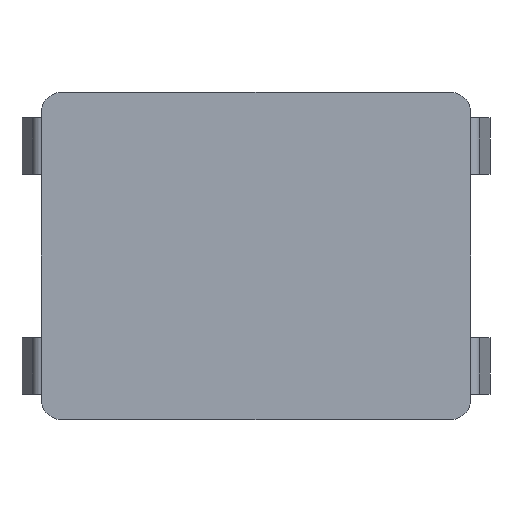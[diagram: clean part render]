
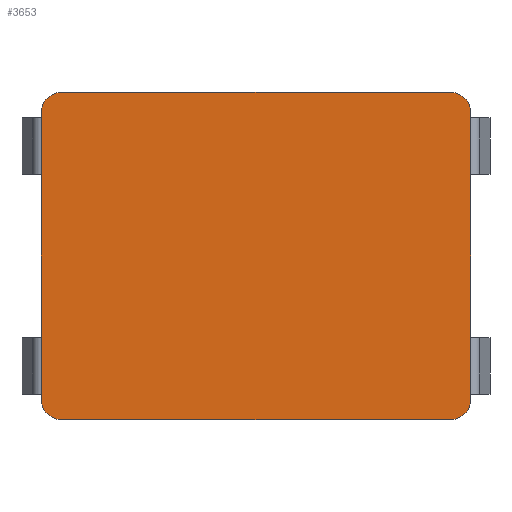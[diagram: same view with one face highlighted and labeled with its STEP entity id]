
A CAD part, front view. The second image highlights one B-rep face of the part: STEP entity #3653.
In plain terms, the highlighted planar face has unit normal (0, -1, 0).
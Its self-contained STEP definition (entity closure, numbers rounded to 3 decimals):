
#174=PLANE('',#3969);
#366=FACE_OUTER_BOUND('',#574,.T.);
#574=EDGE_LOOP('',(#3236,#3237,#3238,#3239,#3240,#3241,#3242,#3243));
#661=CIRCLE('',#3827,0.2);
#663=CIRCLE('',#3834,0.2);
#677=CIRCLE('',#3884,0.2);
#690=CIRCLE('',#3970,0.2);
#781=LINE('',#5225,#1176);
#860=LINE('',#5450,#1255);
#1017=LINE('',#5842,#1412);
#1078=LINE('',#5988,#1473);
#1176=VECTOR('',#4157,10.);
#1255=VECTOR('',#4312,10.);
#1412=VECTOR('',#4715,10.);
#1473=VECTOR('',#4908,10.);
#1573=VERTEX_POINT('',#5202);
#1584=VERTEX_POINT('',#5223);
#1664=VERTEX_POINT('',#5447);
#1665=VERTEX_POINT('',#5449);
#1747=VERTEX_POINT('',#5697);
#1752=VERTEX_POINT('',#5717);
#1777=VERTEX_POINT('',#5841);
#1780=VERTEX_POINT('',#5852);
#1909=EDGE_CURVE('',#1573,#1584,#781,.T.);
#2009=EDGE_CURVE('',#1665,#1664,#860,.T.);
#2137=EDGE_CURVE('',#1665,#1747,#661,.T.);
#2148=EDGE_CURVE('',#1752,#1584,#663,.T.);
#2215=EDGE_CURVE('',#1777,#1747,#1017,.T.);
#2222=EDGE_CURVE('',#1777,#1780,#677,.T.);
#2287=EDGE_CURVE('',#1752,#1780,#1078,.T.);
#2296=EDGE_CURVE('',#1573,#1664,#690,.T.);
#3236=ORIENTED_EDGE('',*,*,#1909,.T.);
#3237=ORIENTED_EDGE('',*,*,#2148,.F.);
#3238=ORIENTED_EDGE('',*,*,#2287,.T.);
#3239=ORIENTED_EDGE('',*,*,#2222,.F.);
#3240=ORIENTED_EDGE('',*,*,#2215,.T.);
#3241=ORIENTED_EDGE('',*,*,#2137,.F.);
#3242=ORIENTED_EDGE('',*,*,#2009,.T.);
#3243=ORIENTED_EDGE('',*,*,#2296,.F.);
#3653=ADVANCED_FACE('',(#366),#174,.F.);
#3827=AXIS2_PLACEMENT_3D('',#5698,#4546,#4547);
#3834=AXIS2_PLACEMENT_3D('',#5719,#4569,#4570);
#3884=AXIS2_PLACEMENT_3D('',#5853,#4725,#4726);
#3969=AXIS2_PLACEMENT_3D('',#6015,#4956,#4957);
#3970=AXIS2_PLACEMENT_3D('',#6016,#4958,#4959);
#4157=DIRECTION('',(0.,0.,-1.));
#4312=DIRECTION('',(-1.,0.,0.));
#4546=DIRECTION('center_axis',(0.,1.,0.));
#4547=DIRECTION('ref_axis',(1.,0.,0.));
#4569=DIRECTION('center_axis',(0.,1.,0.));
#4570=DIRECTION('ref_axis',(-1.,0.,0.));
#4715=DIRECTION('',(0.,0.,1.));
#4725=DIRECTION('center_axis',(0.,1.,0.));
#4726=DIRECTION('ref_axis',(0.,0.,-1.));
#4908=DIRECTION('',(1.,0.,0.));
#4956=DIRECTION('center_axis',(0.,1.,0.));
#4957=DIRECTION('ref_axis',(0.,0.,1.));
#4958=DIRECTION('center_axis',(0.,1.,0.));
#4959=DIRECTION('ref_axis',(0.,0.,1.));
#5202=CARTESIAN_POINT('',(-2.1,-1.4,1.4));
#5223=CARTESIAN_POINT('',(-2.1,-1.4,-1.4));
#5225=CARTESIAN_POINT('',(-2.1,-1.4,1.4));
#5447=CARTESIAN_POINT('',(-1.9,-1.4,1.6));
#5449=CARTESIAN_POINT('',(1.9,-1.4,1.6));
#5450=CARTESIAN_POINT('',(1.9,-1.4,1.6));
#5697=CARTESIAN_POINT('',(2.1,-1.4,1.4));
#5698=CARTESIAN_POINT('Origin',(1.9,-1.4,1.4));
#5717=CARTESIAN_POINT('',(-1.9,-1.4,-1.6));
#5719=CARTESIAN_POINT('Origin',(-1.9,-1.4,-1.4));
#5841=CARTESIAN_POINT('',(2.1,-1.4,-1.4));
#5842=CARTESIAN_POINT('',(2.1,-1.4,-1.4));
#5852=CARTESIAN_POINT('',(1.9,-1.4,-1.6));
#5853=CARTESIAN_POINT('Origin',(1.9,-1.4,-1.4));
#5988=CARTESIAN_POINT('',(-1.9,-1.4,-1.6));
#6015=CARTESIAN_POINT('Origin',(0.,-1.4,1.6));
#6016=CARTESIAN_POINT('Origin',(-1.9,-1.4,1.4));
